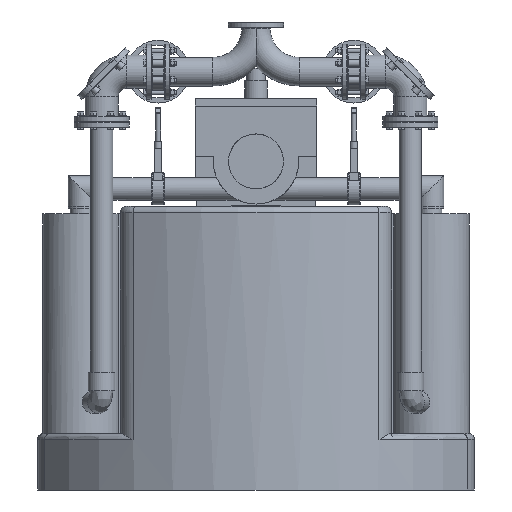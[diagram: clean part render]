
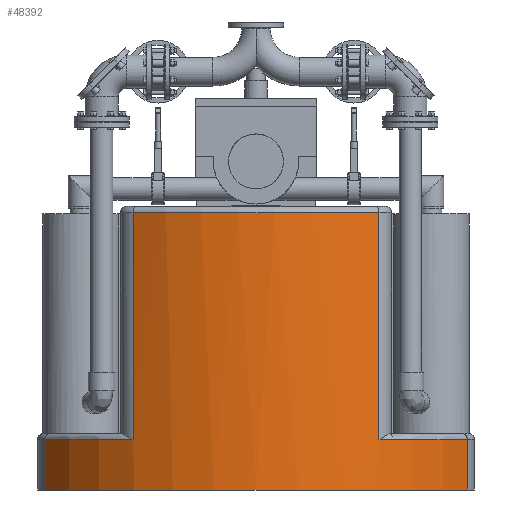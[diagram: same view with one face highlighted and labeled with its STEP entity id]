
A CAD part, left-side view. The second image highlights one B-rep face of the part: STEP entity #48392.
In plain terms, the highlighted cylindrical face has radius 977.526 mm (diameter 1955.05 mm), a partial arc.
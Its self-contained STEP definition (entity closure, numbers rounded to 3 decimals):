
#4077=LINE($,#95795,#8047);
#4156=LINE($,#98672,#8126);
#4163=LINE($,#98703,#8133);
#4164=LINE($,#98705,#8134);
#8047=VECTOR($,#66919,200.);
#8126=VECTOR($,#67438,200.);
#8133=VECTOR($,#67481,905.);
#8134=VECTOR($,#67484,905.);
#15382=FACE_OUTER_BOUND($,#19943,.T.);
#19943=EDGE_LOOP($,(#44037,#44038,#44039,#44040,#44041,#44042,#44043,#44044));
#21842=CIRCLE($,#53727,977.526);
#21902=CIRCLE($,#53841,977.526);
#21909=CIRCLE($,#53856,977.526);
#21927=CIRCLE($,#53894,977.526);
#26083=VERTEX_POINT($,#95792);
#26084=VERTEX_POINT($,#95794);
#26137=VERTEX_POINT($,#96275);
#26139=VERTEX_POINT($,#96281);
#26227=VERTEX_POINT($,#97480);
#26230=VERTEX_POINT($,#97506);
#26240=VERTEX_POINT($,#97949);
#26249=VERTEX_POINT($,#98670);
#31993=EDGE_CURVE($,#26084,#26083,#4077,.T.);
#32060=EDGE_CURVE($,#26139,#26137,#21842,.T.);
#32191=EDGE_CURVE($,#26230,#26227,#21902,.T.);
#32208=EDGE_CURVE($,#26240,#26083,#21909,.T.);
#32227=EDGE_CURVE($,#26249,#26230,#4156,.T.);
#32243=EDGE_CURVE($,#26227,#26139,#4163,.T.);
#32244=EDGE_CURVE($,#26084,#26249,#21927,.T.);
#32245=EDGE_CURVE($,#26137,#26240,#4164,.T.);
#44037=ORIENTED_EDGE($,*,*,#32060,.F.);
#44038=ORIENTED_EDGE($,*,*,#32243,.F.);
#44039=ORIENTED_EDGE($,*,*,#32191,.F.);
#44040=ORIENTED_EDGE($,*,*,#32227,.F.);
#44041=ORIENTED_EDGE($,*,*,#32244,.F.);
#44042=ORIENTED_EDGE($,*,*,#31993,.T.);
#44043=ORIENTED_EDGE($,*,*,#32208,.F.);
#44044=ORIENTED_EDGE($,*,*,#32245,.F.);
#45371=CYLINDRICAL_SURFACE($,#53893,977.526);
#48392=ADVANCED_FACE($,(#15382),#45371,.T.);
#53727=AXIS2_PLACEMENT_3D($,#96283,#67087,#67088);
#53841=AXIS2_PLACEMENT_3D($,#97521,#67368,#67369);
#53856=AXIS2_PLACEMENT_3D($,#97975,#67398,#67399);
#53893=AXIS2_PLACEMENT_3D($,#98702,#67479,#67480);
#53894=AXIS2_PLACEMENT_3D($,#98704,#67482,#67483);
#66919=DIRECTION($,(0.,0.,1.));
#67087=DIRECTION('center_axis',(0.,0.,1.));
#67088=DIRECTION('ref_axis',(-1.,0.,0.));
#67368=DIRECTION('center_axis',(0.,0.,1.));
#67369=DIRECTION('ref_axis',(-0.709,0.705,0.));
#67398=DIRECTION('center_axis',(0.,0.,1.));
#67399=DIRECTION('ref_axis',(-0.709,-0.705,0.));
#67438=DIRECTION($,(0.,0.,1.));
#67479=DIRECTION('center_axis',(0.,0.,1.));
#67480=DIRECTION('ref_axis',(-1.,0.012,0.));
#67481=DIRECTION($,(0.,0.,1.));
#67482=DIRECTION('center_axis',(0.,0.,-1.));
#67483=DIRECTION('ref_axis',(-1.,-0.012,0.));
#67484=DIRECTION($,(0.,0.,-1.));
#95792=CARTESIAN_POINT('',(-495.686,-842.527,200.));
#95794=CARTESIAN_POINT('',(-495.686,-842.527,0.));
#95795=CARTESIAN_POINT($,(-495.686,-842.527,0.));
#96275=CARTESIAN_POINT('',(-845.765,-490.141,1105.));
#96281=CARTESIAN_POINT('',(-845.765,490.141,1105.));
#96283=CARTESIAN_POINT('Origin',(0.,0.,1105.));
#97480=CARTESIAN_POINT('',(-845.765,490.141,200.));
#97506=CARTESIAN_POINT('',(-495.686,842.527,200.));
#97521=CARTESIAN_POINT('Origin',(0.,0.,200.));
#97949=CARTESIAN_POINT('',(-845.765,-490.141,200.));
#97975=CARTESIAN_POINT('Origin',(0.,0.,200.));
#98670=CARTESIAN_POINT('',(-495.686,842.527,0.));
#98672=CARTESIAN_POINT($,(-495.686,842.527,0.));
#98702=CARTESIAN_POINT('Origin',(0.,0.,0.));
#98703=CARTESIAN_POINT($,(-845.765,490.141,0.));
#98704=CARTESIAN_POINT('Origin',(0.,0.,0.));
#98705=CARTESIAN_POINT($,(-845.765,-490.141,0.));
